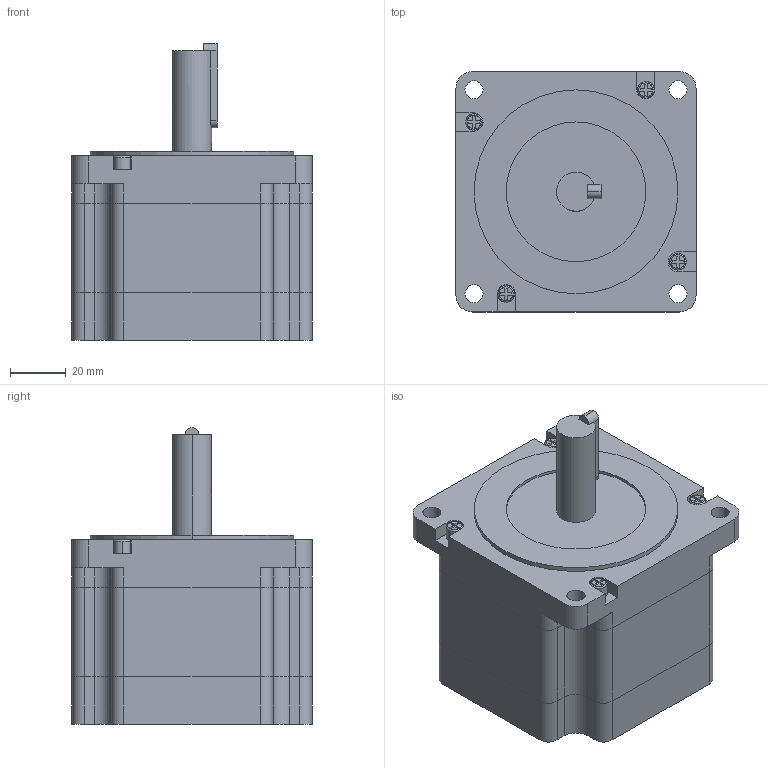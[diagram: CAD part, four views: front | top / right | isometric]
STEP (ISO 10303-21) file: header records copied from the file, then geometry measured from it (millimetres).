
FILE_DESCRIPTION (( 'STEP AP214' ), '1' );
FILE_NAME ('86HS6640A4J.STEP', '2023-05-30T01:27:04', ( 'Windows 蚚誧' ), ( 'Organization' ), 'SwSTEP 2.0', 'SolidWorks 2021', '' );
FILE_SCHEMA (( 'AUTOMOTIVE_DESIGN' ));
Length unit declared in the file: millimetre
Products named in the file (1): 86HS6640A4J
Bounding box: 86 x 86 x 106.1 mm (x, y, z)
Volume: 451336.7 mm3; surface area: 66720.7 mm2
Topology: 3 solids, 3 shells, 211 faces, 564 edges, 374 vertices
Faces by surface type: plane 125, cylinder 78, torus 8
Entity records: 7479 total; most frequent: CARTESIAN_POINT 1990, DIRECTION 1141, ORIENTED_EDGE 1128, EDGE_CURVE 564, VECTOR 387, LINE 387, AXIS2_PLACEMENT_3D 377, VERTEX_POINT 374
